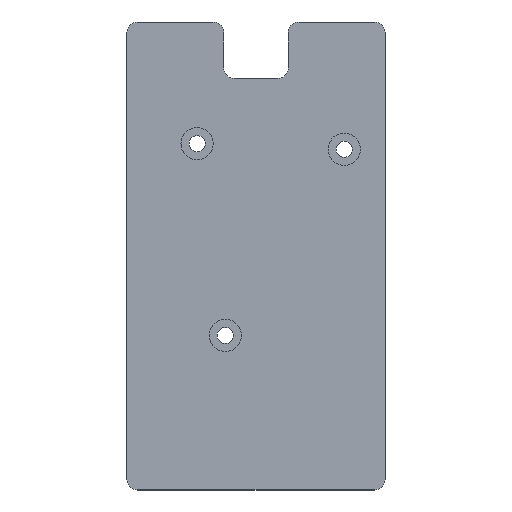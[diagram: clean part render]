
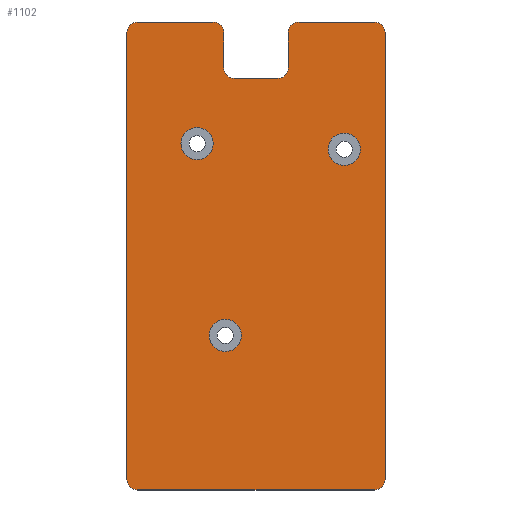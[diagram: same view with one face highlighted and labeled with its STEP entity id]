
A CAD part, top view. The second image highlights one B-rep face of the part: STEP entity #1102.
In plain terms, the highlighted planar face has unit normal (0, 0, 1).
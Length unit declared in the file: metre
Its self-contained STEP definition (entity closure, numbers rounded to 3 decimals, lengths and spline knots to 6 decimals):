
#39=PLANE('',#1210);
#84=CIRCLE('',#1211,0.003);
#85=CIRCLE('',#1212,0.003);
#86=CIRCLE('',#1213,0.003);
#87=CIRCLE('',#1214,0.002);
#88=CIRCLE('',#1215,0.002);
#89=CIRCLE('',#1216,0.002);
#90=CIRCLE('',#1217,0.002);
#91=CIRCLE('',#1218,0.002);
#92=CIRCLE('',#1219,0.002);
#93=CIRCLE('',#1220,0.002);
#94=CIRCLE('',#1221,0.002);
#204=ORIENTED_EDGE('',*,*,#513,.F.);
#205=ORIENTED_EDGE('',*,*,#514,.F.);
#206=ORIENTED_EDGE('',*,*,#515,.F.);
#207=ORIENTED_EDGE('',*,*,#499,.T.);
#208=ORIENTED_EDGE('',*,*,#516,.T.);
#209=ORIENTED_EDGE('',*,*,#503,.T.);
#210=ORIENTED_EDGE('',*,*,#517,.T.);
#211=ORIENTED_EDGE('',*,*,#511,.F.);
#212=ORIENTED_EDGE('',*,*,#518,.T.);
#213=ORIENTED_EDGE('',*,*,#479,.F.);
#214=ORIENTED_EDGE('',*,*,#519,.T.);
#215=ORIENTED_EDGE('',*,*,#485,.T.);
#216=ORIENTED_EDGE('',*,*,#520,.T.);
#217=ORIENTED_EDGE('',*,*,#489,.T.);
#218=ORIENTED_EDGE('',*,*,#521,.T.);
#219=ORIENTED_EDGE('',*,*,#493,.F.);
#220=ORIENTED_EDGE('',*,*,#522,.T.);
#221=ORIENTED_EDGE('',*,*,#495,.F.);
#222=ORIENTED_EDGE('',*,*,#523,.T.);
#479=EDGE_CURVE('',#635,#636,#719,.T.);
#485=EDGE_CURVE('',#642,#641,#725,.T.);
#489=EDGE_CURVE('',#646,#645,#729,.T.);
#493=EDGE_CURVE('',#649,#650,#733,.T.);
#495=EDGE_CURVE('',#651,#652,#735,.T.);
#499=EDGE_CURVE('',#655,#656,#739,.T.);
#503=EDGE_CURVE('',#659,#660,#743,.T.);
#511=EDGE_CURVE('',#667,#668,#751,.T.);
#513=EDGE_CURVE('',#669,#669,#84,.T.);
#514=EDGE_CURVE('',#670,#670,#85,.T.);
#515=EDGE_CURVE('',#671,#671,#86,.T.);
#516=EDGE_CURVE('',#656,#659,#87,.T.);
#517=EDGE_CURVE('',#660,#668,#88,.T.);
#518=EDGE_CURVE('',#667,#636,#89,.T.);
#519=EDGE_CURVE('',#635,#642,#90,.T.);
#520=EDGE_CURVE('',#641,#646,#91,.T.);
#521=EDGE_CURVE('',#645,#650,#92,.T.);
#522=EDGE_CURVE('',#649,#652,#93,.F.);
#523=EDGE_CURVE('',#651,#655,#94,.F.);
#635=VERTEX_POINT('',#1749);
#636=VERTEX_POINT('',#1751);
#641=VERTEX_POINT('',#1762);
#642=VERTEX_POINT('',#1764);
#645=VERTEX_POINT('',#1771);
#646=VERTEX_POINT('',#1773);
#649=VERTEX_POINT('',#1780);
#650=VERTEX_POINT('',#1782);
#651=VERTEX_POINT('',#1786);
#652=VERTEX_POINT('',#1787);
#655=VERTEX_POINT('',#1795);
#656=VERTEX_POINT('',#1796);
#659=VERTEX_POINT('',#1804);
#660=VERTEX_POINT('',#1805);
#667=VERTEX_POINT('',#1820);
#668=VERTEX_POINT('',#1822);
#669=VERTEX_POINT('',#1826);
#670=VERTEX_POINT('',#1828);
#671=VERTEX_POINT('',#1830);
#719=LINE('',#1750,#799);
#725=LINE('',#1763,#805);
#729=LINE('',#1772,#809);
#733=LINE('',#1781,#813);
#735=LINE('',#1785,#815);
#739=LINE('',#1794,#819);
#743=LINE('',#1803,#823);
#751=LINE('',#1821,#831);
#799=VECTOR('',#1395,1.);
#805=VECTOR('',#1403,1.);
#809=VECTOR('',#1409,1.);
#813=VECTOR('',#1415,1.);
#815=VECTOR('',#1419,1.);
#819=VECTOR('',#1425,1.);
#823=VECTOR('',#1431,1.);
#831=VECTOR('',#1441,1.);
#893=EDGE_LOOP('',(#204));
#894=EDGE_LOOP('',(#205));
#895=EDGE_LOOP('',(#206));
#896=EDGE_LOOP('',(#207,#208,#209,#210,#211,#212,#213,#214,#215,#216,#217,
#218,#219,#220,#221,#222));
#987=FACE_BOUND('',#893,.T.);
#988=FACE_BOUND('',#894,.T.);
#989=FACE_BOUND('',#895,.T.);
#990=FACE_BOUND('',#896,.T.);
#1102=ADVANCED_FACE('',(#987,#988,#989,#990),#39,.T.);
#1210=AXIS2_PLACEMENT_3D('',#1824,#1443,#1444);
#1211=AXIS2_PLACEMENT_3D('',#1825,#1445,#1446);
#1212=AXIS2_PLACEMENT_3D('',#1827,#1447,#1448);
#1213=AXIS2_PLACEMENT_3D('',#1829,#1449,#1450);
#1214=AXIS2_PLACEMENT_3D('',#1831,#1451,#1452);
#1215=AXIS2_PLACEMENT_3D('',#1832,#1453,#1454);
#1216=AXIS2_PLACEMENT_3D('',#1833,#1455,#1456);
#1217=AXIS2_PLACEMENT_3D('',#1834,#1457,#1458);
#1218=AXIS2_PLACEMENT_3D('',#1835,#1459,#1460);
#1219=AXIS2_PLACEMENT_3D('',#1836,#1461,#1462);
#1220=AXIS2_PLACEMENT_3D('',#1837,#1463,#1464);
#1221=AXIS2_PLACEMENT_3D('',#1838,#1465,#1466);
#1395=DIRECTION('',(-1.,0.,0.));
#1403=DIRECTION('',(0.,1.,0.));
#1409=DIRECTION('',(-1.,0.,0.));
#1415=DIRECTION('',(0.,1.,0.));
#1419=DIRECTION('',(1.,0.,0.));
#1425=DIRECTION('',(0.,1.,0.));
#1431=DIRECTION('',(-1.,0.,0.));
#1441=DIRECTION('',(0.,1.,0.));
#1443=DIRECTION('',(0.,0.,1.));
#1444=DIRECTION('',(1.,0.,0.));
#1445=DIRECTION('',(0.,0.,1.));
#1446=DIRECTION('',(1.,0.,0.));
#1447=DIRECTION('',(0.,0.,1.));
#1448=DIRECTION('',(1.,0.,0.));
#1449=DIRECTION('',(0.,0.,1.));
#1450=DIRECTION('',(1.,0.,0.));
#1451=DIRECTION('',(0.,0.,1.));
#1452=DIRECTION('',(1.,0.,0.));
#1453=DIRECTION('',(0.,0.,1.));
#1454=DIRECTION('',(1.,0.,0.));
#1455=DIRECTION('',(0.,0.,1.));
#1456=DIRECTION('',(1.,0.,0.));
#1457=DIRECTION('',(0.,0.,1.));
#1458=DIRECTION('',(1.,0.,0.));
#1459=DIRECTION('',(0.,0.,1.));
#1460=DIRECTION('',(1.,0.,0.));
#1461=DIRECTION('',(0.,0.,1.));
#1462=DIRECTION('',(1.,0.,0.));
#1463=DIRECTION('',(0.,0.,1.));
#1464=DIRECTION('',(1.,0.,0.));
#1465=DIRECTION('',(0.,0.,1.));
#1466=DIRECTION('',(1.,0.,0.));
#1749=CARTESIAN_POINT('',(0.022,-0.0435,0.0006));
#1750=CARTESIAN_POINT('',(0.,-0.0435,0.0006));
#1751=CARTESIAN_POINT('',(-0.022,-0.0435,0.0006));
#1762=CARTESIAN_POINT('',(0.024,0.0415,0.0006));
#1763=CARTESIAN_POINT('',(0.024,0.,0.0006));
#1764=CARTESIAN_POINT('',(0.024,-0.0415,0.0006));
#1771=CARTESIAN_POINT('',(0.008,0.0435,0.0006));
#1772=CARTESIAN_POINT('',(0.015,0.0435,0.0006));
#1773=CARTESIAN_POINT('',(0.022,0.0435,0.0006));
#1780=CARTESIAN_POINT('',(0.006,0.035,0.0006));
#1781=CARTESIAN_POINT('',(0.006,0.03825,0.0006));
#1782=CARTESIAN_POINT('',(0.006,0.0415,0.0006));
#1785=CARTESIAN_POINT('',(0.,0.033,0.0006));
#1786=CARTESIAN_POINT('',(-0.004,0.033,0.0006));
#1787=CARTESIAN_POINT('',(0.004,0.033,0.0006));
#1794=CARTESIAN_POINT('',(-0.006,0.03825,0.0006));
#1795=CARTESIAN_POINT('',(-0.006,0.035,0.0006));
#1796=CARTESIAN_POINT('',(-0.006,0.0415,0.0006));
#1803=CARTESIAN_POINT('',(-0.015,0.0435,0.0006));
#1804=CARTESIAN_POINT('',(-0.008,0.0435,0.0006));
#1805=CARTESIAN_POINT('',(-0.022,0.0435,0.0006));
#1820=CARTESIAN_POINT('',(-0.024,-0.0415,0.0006));
#1821=CARTESIAN_POINT('',(-0.024,0.,0.0006));
#1822=CARTESIAN_POINT('',(-0.024,0.0415,0.0006));
#1824=CARTESIAN_POINT('',(0.,0.,0.0006));
#1825=CARTESIAN_POINT('',(-0.005718,-0.014771,0.0006));
#1826=CARTESIAN_POINT('',(-0.002718,-0.014771,0.0006));
#1827=CARTESIAN_POINT('',(0.0164,0.019835,0.0006));
#1828=CARTESIAN_POINT('',(0.0194,0.019835,0.0006));
#1829=CARTESIAN_POINT('',(-0.010952,0.0209,0.0006));
#1830=CARTESIAN_POINT('',(-0.007952,0.0209,0.0006));
#1831=CARTESIAN_POINT('',(-0.008,0.0415,0.0006));
#1832=CARTESIAN_POINT('',(-0.022,0.0415,0.0006));
#1833=CARTESIAN_POINT('',(-0.022,-0.0415,0.0006));
#1834=CARTESIAN_POINT('',(0.022,-0.0415,0.0006));
#1835=CARTESIAN_POINT('',(0.022,0.0415,0.0006));
#1836=CARTESIAN_POINT('',(0.008,0.0415,0.0006));
#1837=CARTESIAN_POINT('',(0.004,0.035,0.0006));
#1838=CARTESIAN_POINT('',(-0.004,0.035,0.0006));
